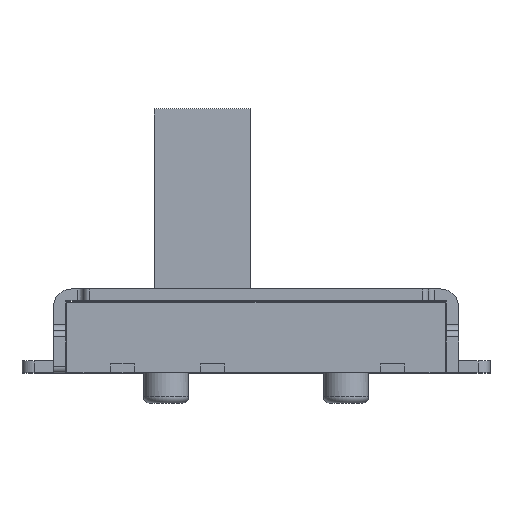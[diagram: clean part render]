
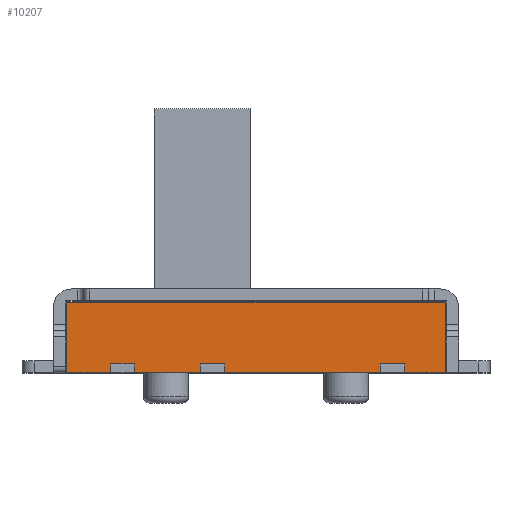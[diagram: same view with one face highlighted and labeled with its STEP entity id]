
A CAD part, top view. The second image highlights one B-rep face of the part: STEP entity #10207.
In plain terms, the highlighted planar face has unit normal (0, 0, 1).
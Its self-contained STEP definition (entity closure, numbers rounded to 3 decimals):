
#150=FACE_OUTER_BOUND('',#703,.T.);
#703=EDGE_LOOP('',(#7099,#7100,#7101,#7102,#7103,#7104,#7105,#7106,#7107,
#7108,#7109,#7110,#7111,#7112,#7113,#7114));
#1241=LINE('',#14029,#2689);
#1245=LINE('',#14037,#2693);
#1249=LINE('',#14045,#2697);
#1253=LINE('',#14053,#2701);
#1666=LINE('',#14894,#3114);
#1667=LINE('',#14895,#3115);
#1668=LINE('',#14897,#3116);
#1669=LINE('',#14899,#3117);
#1670=LINE('',#14900,#3118);
#1671=LINE('',#14902,#3119);
#1672=LINE('',#14904,#3120);
#1673=LINE('',#14905,#3121);
#1674=LINE('',#14907,#3122);
#1675=LINE('',#14909,#3123);
#1676=LINE('',#14910,#3124);
#1677=LINE('',#14911,#3125);
#2689=VECTOR('',#11366,0.73);
#2693=VECTOR('',#11370,0.68);
#2697=VECTOR('',#11374,2.6);
#2701=VECTOR('',#11378,1.1);
#3114=VECTOR('',#11811,0.4);
#3115=VECTOR('',#11812,0.15);
#3116=VECTOR('',#11813,0.15);
#3117=VECTOR('',#11814,0.4);
#3118=VECTOR('',#11815,0.15);
#3119=VECTOR('',#11816,0.15);
#3120=VECTOR('',#11817,0.4);
#3121=VECTOR('',#11818,0.15);
#3122=VECTOR('',#11819,1.18);
#3123=VECTOR('',#11820,6.31);
#3124=VECTOR('',#11821,1.18);
#3125=VECTOR('',#11822,0.15);
#4137=VERTEX_POINT('',#14027);
#4138=VERTEX_POINT('',#14028);
#4141=VERTEX_POINT('',#14034);
#4142=VERTEX_POINT('',#14036);
#4145=VERTEX_POINT('',#14042);
#4146=VERTEX_POINT('',#14044);
#4149=VERTEX_POINT('',#14050);
#4150=VERTEX_POINT('',#14052);
#4567=VERTEX_POINT('',#14892);
#4568=VERTEX_POINT('',#14893);
#4569=VERTEX_POINT('',#14896);
#4570=VERTEX_POINT('',#14898);
#4571=VERTEX_POINT('',#14901);
#4572=VERTEX_POINT('',#14903);
#4573=VERTEX_POINT('',#14906);
#4574=VERTEX_POINT('',#14908);
#5148=EDGE_CURVE('',#4137,#4138,#1241,.T.);
#5152=EDGE_CURVE('',#4142,#4141,#1245,.T.);
#5156=EDGE_CURVE('',#4146,#4145,#1249,.T.);
#5160=EDGE_CURVE('',#4150,#4149,#1253,.T.);
#5579=EDGE_CURVE('',#4567,#4568,#1666,.T.);
#5580=EDGE_CURVE('',#4150,#4568,#1667,.T.);
#5581=EDGE_CURVE('',#4149,#4569,#1668,.T.);
#5582=EDGE_CURVE('',#4569,#4570,#1669,.T.);
#5583=EDGE_CURVE('',#4146,#4570,#1670,.T.);
#5584=EDGE_CURVE('',#4145,#4571,#1671,.T.);
#5585=EDGE_CURVE('',#4571,#4572,#1672,.T.);
#5586=EDGE_CURVE('',#4142,#4572,#1673,.T.);
#5587=EDGE_CURVE('',#4141,#4573,#1674,.T.);
#5588=EDGE_CURVE('',#4574,#4573,#1675,.T.);
#5589=EDGE_CURVE('',#4137,#4574,#1676,.T.);
#5590=EDGE_CURVE('',#4138,#4567,#1677,.T.);
#7099=ORIENTED_EDGE('',*,*,#5579,.T.);
#7100=ORIENTED_EDGE('',*,*,#5580,.F.);
#7101=ORIENTED_EDGE('',*,*,#5160,.T.);
#7102=ORIENTED_EDGE('',*,*,#5581,.T.);
#7103=ORIENTED_EDGE('',*,*,#5582,.T.);
#7104=ORIENTED_EDGE('',*,*,#5583,.F.);
#7105=ORIENTED_EDGE('',*,*,#5156,.T.);
#7106=ORIENTED_EDGE('',*,*,#5584,.T.);
#7107=ORIENTED_EDGE('',*,*,#5585,.T.);
#7108=ORIENTED_EDGE('',*,*,#5586,.F.);
#7109=ORIENTED_EDGE('',*,*,#5152,.T.);
#7110=ORIENTED_EDGE('',*,*,#5587,.T.);
#7111=ORIENTED_EDGE('',*,*,#5588,.F.);
#7112=ORIENTED_EDGE('',*,*,#5589,.F.);
#7113=ORIENTED_EDGE('',*,*,#5148,.T.);
#7114=ORIENTED_EDGE('',*,*,#5590,.T.);
#9706=PLANE('',#10762);
#10207=ADVANCED_FACE('',(#150),#9706,.T.);
#10762=AXIS2_PLACEMENT_3D('',#14891,#11809,#11810);
#11366=DIRECTION('',(1.,0.,0.));
#11370=DIRECTION('',(1.,0.,0.));
#11374=DIRECTION('',(1.,0.,0.));
#11378=DIRECTION('',(1.,0.,0.));
#11809=DIRECTION('center_axis',(0.,0.,1.));
#11810=DIRECTION('ref_axis',(1.,0.,0.));
#11811=DIRECTION('',(1.,0.,0.));
#11812=DIRECTION('',(0.,1.,0.));
#11813=DIRECTION('',(0.,1.,0.));
#11814=DIRECTION('',(1.,0.,0.));
#11815=DIRECTION('',(0.,1.,0.));
#11816=DIRECTION('',(0.,1.,0.));
#11817=DIRECTION('',(1.,0.,0.));
#11818=DIRECTION('',(0.,1.,0.));
#11819=DIRECTION('',(0.,1.,0.));
#11820=DIRECTION('',(1.,0.,0.));
#11821=DIRECTION('',(0.,1.,0.));
#11822=DIRECTION('',(0.,1.,0.));
#14027=CARTESIAN_POINT('',(-3.155,0.,1.375));
#14028=CARTESIAN_POINT('',(-2.425,0.,1.375));
#14029=CARTESIAN_POINT('',(-3.155,0.,1.375));
#14034=CARTESIAN_POINT('',(3.155,0.,1.375));
#14036=CARTESIAN_POINT('',(2.475,0.,1.375));
#14037=CARTESIAN_POINT('',(2.475,0.,1.375));
#14042=CARTESIAN_POINT('',(2.075,0.,1.375));
#14044=CARTESIAN_POINT('',(-0.525,0.,1.375));
#14045=CARTESIAN_POINT('',(-0.525,0.,1.375));
#14050=CARTESIAN_POINT('',(-0.925,0.,1.375));
#14052=CARTESIAN_POINT('',(-2.025,0.,1.375));
#14053=CARTESIAN_POINT('',(-2.025,0.,1.375));
#14891=CARTESIAN_POINT('Origin',(-3.375,0.,1.375));
#14892=CARTESIAN_POINT('',(-2.425,0.15,1.375));
#14893=CARTESIAN_POINT('',(-2.025,0.15,1.375));
#14894=CARTESIAN_POINT('',(-2.425,0.15,1.375));
#14895=CARTESIAN_POINT('',(-2.025,0.,1.375));
#14896=CARTESIAN_POINT('',(-0.925,0.15,1.375));
#14897=CARTESIAN_POINT('',(-0.925,0.,1.375));
#14898=CARTESIAN_POINT('',(-0.525,0.15,1.375));
#14899=CARTESIAN_POINT('',(-0.925,0.15,1.375));
#14900=CARTESIAN_POINT('',(-0.525,0.,1.375));
#14901=CARTESIAN_POINT('',(2.075,0.15,1.375));
#14902=CARTESIAN_POINT('',(2.075,0.,1.375));
#14903=CARTESIAN_POINT('',(2.475,0.15,1.375));
#14904=CARTESIAN_POINT('',(2.075,0.15,1.375));
#14905=CARTESIAN_POINT('',(2.475,0.,1.375));
#14906=CARTESIAN_POINT('',(3.155,1.18,1.375));
#14907=CARTESIAN_POINT('',(3.155,0.,1.375));
#14908=CARTESIAN_POINT('',(-3.155,1.18,1.375));
#14909=CARTESIAN_POINT('',(-3.155,1.18,1.375));
#14910=CARTESIAN_POINT('',(-3.155,0.,1.375));
#14911=CARTESIAN_POINT('',(-2.425,0.,1.375));
